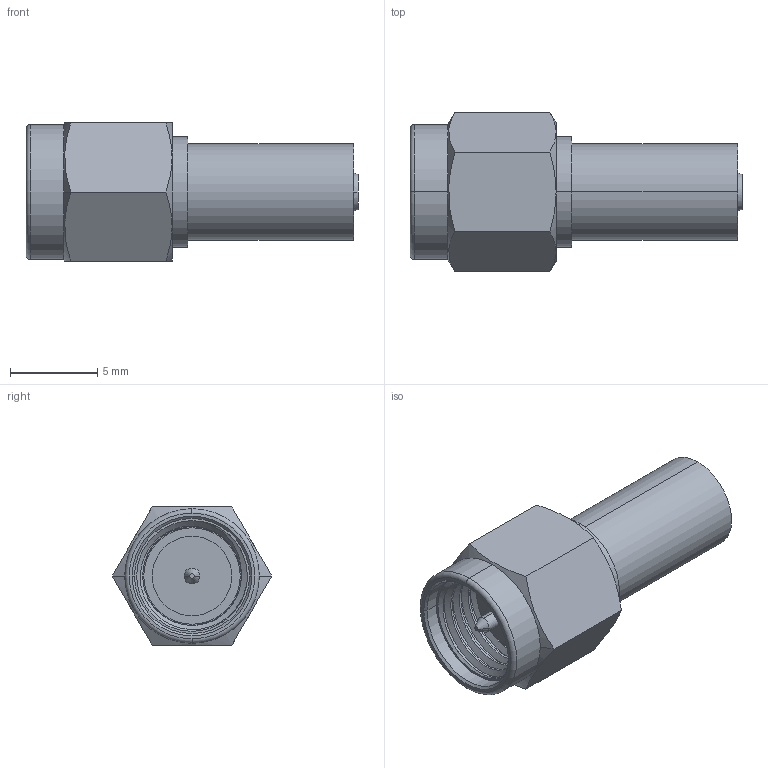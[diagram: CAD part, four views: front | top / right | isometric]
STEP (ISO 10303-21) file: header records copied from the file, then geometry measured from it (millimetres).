
FILE_DESCRIPTION(/* description */ ('Alibre Inc.'),/* implementation_level */ '2;1');
FILE_NAME(/* name */ 'export0',/* time_stamp */ '2015-06-24T16:14:38-07:00',/* author */ (''),/* organization */ (''),/* preprocessor_version */ 'ST-DEVELOPER v14',/* originating_system */ 'Alibre',/* authorisation */ '');
FILE_SCHEMA (('CONFIG_CONTROL_DESIGN'));
Length unit declared in the file: centimetre
Products named in the file (1): ID_1
Bounding box: 19.05 x 9.15 x 7.92 mm (x, y, z)
Volume: 454.2 mm3; surface area: 953.1 mm2
Topology: 1 solids, 1 shells, 116 faces, 250 edges, 147 vertices
Faces by surface type: cylinder 51, cone 40, plane 20, bspline 3, torus 2
Full cylindrical faces by diameter (mm): 1.676 x1
Entity records: 8658 total; most frequent: CARTESIAN_POINT 6213, ORIENTED_EDGE 496, DIRECTION 459, EDGE_CURVE 248, AXIS2_PLACEMENT_3D 196, VERTEX_POINT 148, EDGE_LOOP 130, FACE_BOUND 130
